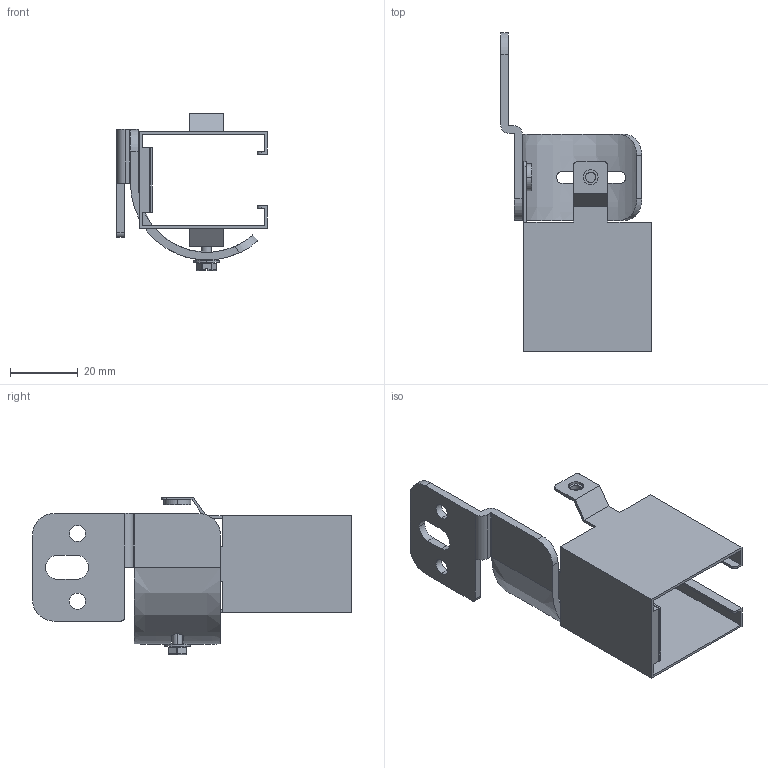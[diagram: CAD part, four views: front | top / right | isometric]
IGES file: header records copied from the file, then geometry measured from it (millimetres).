
Start section:  PTC IGES file: 156664.igs
Global section: file name: 156664.igs; native system: Pro/ENGINEER by Parametric Technology Corporation; preprocessor: 2009141; author: banengservice; organization: Unknown; date: 20110406.121235; units: inch
Bounding box: 44.44 x 93.98 x 46.47 mm (x, y, z)
Volume: 11724.7 mm3; surface area: 16877.8 mm2
Topology: 3 solids, 3 shells, 188 faces, 466 edges, 292 vertices
Faces by surface type: bspline 94, revolution 94
